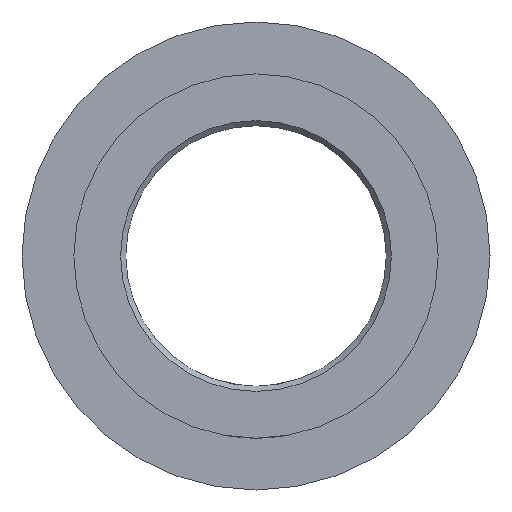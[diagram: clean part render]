
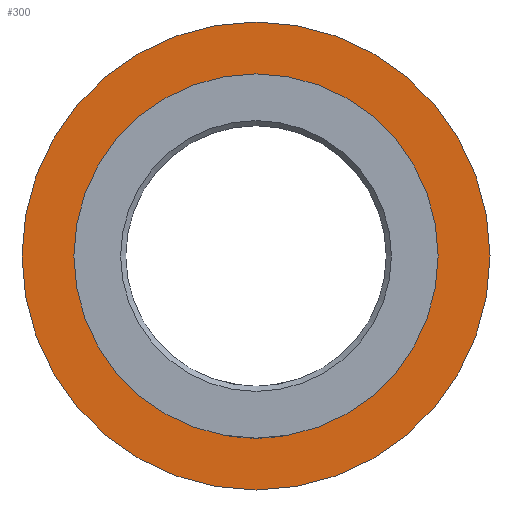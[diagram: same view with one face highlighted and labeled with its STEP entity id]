
A CAD part, front view. The second image highlights one B-rep face of the part: STEP entity #300.
In plain terms, the highlighted planar face has unit normal (0, -1, 0).
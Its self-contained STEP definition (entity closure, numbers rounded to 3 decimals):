
#21=FACE_BOUND('',#82,.T.);
#37=CIRCLE('',#336,17.54);
#46=CIRCLE('',#353,22.54);
#61=FACE_OUTER_BOUND('',#81,.T.);
#81=EDGE_LOOP('',(#271));
#82=EDGE_LOOP('',(#272));
#142=VERTEX_POINT('',#482);
#153=VERTEX_POINT('',#590);
#174=EDGE_CURVE('',#142,#142,#37,.T.);
#193=EDGE_CURVE('',#153,#153,#46,.T.);
#271=ORIENTED_EDGE('',*,*,#193,.F.);
#272=ORIENTED_EDGE('',*,*,#174,.T.);
#285=PLANE('',#352);
#300=ADVANCED_FACE('',(#61,#21),#285,.T.);
#336=AXIS2_PLACEMENT_3D('',#483,#395,#396);
#352=AXIS2_PLACEMENT_3D('',#589,#431,#432);
#353=AXIS2_PLACEMENT_3D('',#591,#433,#434);
#395=DIRECTION('center_axis',(0.,1.,0.));
#396=DIRECTION('ref_axis',(1.,0.,0.));
#431=DIRECTION('center_axis',(0.,-1.,0.));
#432=DIRECTION('ref_axis',(0.,0.,-1.));
#433=DIRECTION('center_axis',(0.,1.,0.));
#434=DIRECTION('ref_axis',(1.,0.,0.));
#482=CARTESIAN_POINT('',(-17.54,0.,0.));
#483=CARTESIAN_POINT('Origin',(0.,0.,0.));
#589=CARTESIAN_POINT('Origin',(22.54,0.,0.));
#590=CARTESIAN_POINT('',(-22.54,0.,0.));
#591=CARTESIAN_POINT('Origin',(0.,0.,0.));
